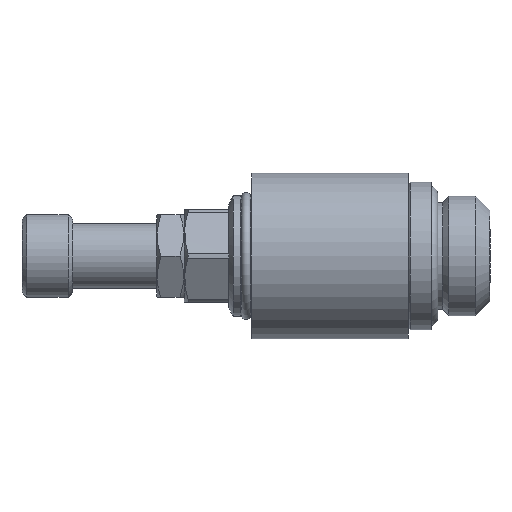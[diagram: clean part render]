
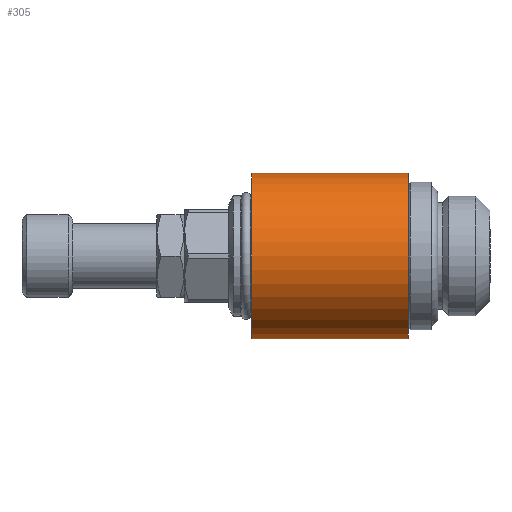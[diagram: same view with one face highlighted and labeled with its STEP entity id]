
A CAD part, left-side view. The second image highlights one B-rep face of the part: STEP entity #305.
In plain terms, the highlighted cylindrical face has radius 9 mm (diameter 18 mm), a full revolution.
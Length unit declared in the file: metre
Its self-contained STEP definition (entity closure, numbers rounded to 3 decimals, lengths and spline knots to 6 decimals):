
#305 = ADVANCED_FACE( 'NONE', ( #641, #642, #643 ), #644, .T. );
#641 = FACE_OUTER_BOUND( '', #1117, .T. );
#642 = FACE_OUTER_BOUND( '', #1118, .T. );
#643 = FACE_BOUND( '', #1119, .T. );
#644 = CYLINDRICAL_SURFACE( '', #1120, 0.009 );
#1117 = EDGE_LOOP( '', ( #1866 ) );
#1118 = EDGE_LOOP( '', ( #1867 ) );
#1119 = EDGE_LOOP( '', ( #1868, #1869 ) );
#1120 = AXIS2_PLACEMENT_3D( '', #1870, #1871, #1872 );
#1866 = ORIENTED_EDGE( '', *, *, #2291, .F. );
#1867 = ORIENTED_EDGE( '', *, *, #2318, .F. );
#1868 = ORIENTED_EDGE( '', *, *, #2319, .T. );
#1869 = ORIENTED_EDGE( '', *, *, #2242, .T. );
#1870 = CARTESIAN_POINT( '', ( 0., 0.032286, 0. ) );
#1871 = DIRECTION( '', ( 0., 1., 0. ) );
#1872 = DIRECTION( '', ( 0., 0., 1. ) );
#2242 = EDGE_CURVE( 'NONE', #2611, #2612, #2613, .T. );
#2291 = EDGE_CURVE( 'NONE', #2679, #2679, #2680, .T. );
#2318 = EDGE_CURVE( 'NONE', #2715, #2715, #2716, .T. );
#2319 = EDGE_CURVE( 'NONE', #2612, #2611, #2717, .T. );
#2611 = VERTEX_POINT( 'NONE', #3246 );
#2612 = VERTEX_POINT( 'NONE', #3247 );
#2613 = B_SPLINE_CURVE_WITH_KNOTS( '', 3, ( #3248, #3249, #3250, #3251, #3252, #3253, #3254, #3255, #3256, #3257, #3258, #3259, #3260, #3261, #3262, #3263, #3264, #3265, #3266, #3267, #3268, #3269, #3270 ), .UNSPECIFIED., .F., .F., ( 4, 1, 1, 1, 1, 1, 1, 1, 1, 1, 1, 1, 1, 1, 1, 1, 1, 1, 1, 1, 4 ), ( 0., 0.01563, 0.03126, 0.062508, 0.124939, 0.18737, 0.24989, 0.312412, 0.374933, 0.437453, 0.499974, 0.562494, 0.625015, 0.687535, 0.750056, 0.812578, 0.875028, 0.937483, 0.96874, 0.984368, 1. ), .UNSPECIFIED. );
#2679 = VERTEX_POINT( '', #3393 );
#2680 = CIRCLE( '', #3394, 0.009 );
#2715 = VERTEX_POINT( '', #3474 );
#2716 = CIRCLE( '', #3475, 0.009 );
#2717 = B_SPLINE_CURVE_WITH_KNOTS( '', 3, ( #3476, #3477, #3478, #3479, #3480, #3481, #3482, #3483, #3484, #3485, #3486, #3487, #3488, #3489, #3490, #3491, #3492, #3493, #3494, #3495, #3496, #3497, #3498 ), .UNSPECIFIED., .F., .F., ( 4, 1, 1, 1, 1, 1, 1, 1, 1, 1, 1, 1, 1, 1, 1, 1, 1, 1, 1, 1, 4 ), ( 0., 0.01563, 0.03126, 0.062508, 0.124939, 0.18737, 0.249891, 0.312412, 0.374933, 0.437454, 0.499974, 0.562495, 0.625015, 0.687535, 0.750056, 0.812577, 0.875028, 0.937483, 0.96874, 0.984368, 1. ), .UNSPECIFIED. );
#3246 = CARTESIAN_POINT( '', ( 0.007856, 0.020573, -0.004392 ) );
#3247 = CARTESIAN_POINT( '', ( 0.007853, 0.016838, 0.004396 ) );
#3248 = CARTESIAN_POINT( '', ( 0.007856, 0.020573, -0.004392 ) );
#3249 = CARTESIAN_POINT( '', ( 0.00784, 0.020498, -0.004419 ) );
#3250 = CARTESIAN_POINT( '', ( 0.007809, 0.020349, -0.004474 ) );
#3251 = CARTESIAN_POINT( '', ( 0.007755, 0.020042, -0.004567 ) );
#3252 = CARTESIAN_POINT( '', ( 0.007679, 0.019494, -0.004695 ) );
#3253 = CARTESIAN_POINT( '', ( 0.007634, 0.018681, -0.004767 ) );
#3254 = CARTESIAN_POINT( '', ( 0.007693, 0.017707, -0.004673 ) );
#3255 = CARTESIAN_POINT( '', ( 0.007852, 0.016778, -0.004405 ) );
#3256 = CARTESIAN_POINT( '', ( 0.00808, 0.015927, -0.003977 ) );
#3257 = CARTESIAN_POINT( '', ( 0.008341, 0.015178, -0.003403 ) );
#3258 = CARTESIAN_POINT( '', ( 0.008599, 0.014551, -0.002697 ) );
#3259 = CARTESIAN_POINT( '', ( 0.008819, 0.01407, -0.001871 ) );
#3260 = CARTESIAN_POINT( '', ( 0.008967, 0.013766, -0.000949 ) );
#3261 = CARTESIAN_POINT( '', ( 0.009018, 0.013664, 0.000028 ) );
#3262 = CARTESIAN_POINT( '', ( 0.008961, 0.013777, 0.001003 ) );
#3263 = CARTESIAN_POINT( '', ( 0.008808, 0.014093, 0.00192 ) );
#3264 = CARTESIAN_POINT( '', ( 0.008585, 0.014582, 0.00274 ) );
#3265 = CARTESIAN_POINT( '', ( 0.008327, 0.015216, 0.003439 ) );
#3266 = CARTESIAN_POINT( '', ( 0.00811, 0.015846, 0.003909 ) );
#3267 = CARTESIAN_POINT( '', ( 0.007973, 0.016329, 0.004176 ) );
#3268 = CARTESIAN_POINT( '', ( 0.007902, 0.016617, 0.004308 ) );
#3269 = CARTESIAN_POINT( '', ( 0.00787, 0.016765, 0.004367 ) );
#3270 = CARTESIAN_POINT( '', ( 0.007853, 0.016838, 0.004396 ) );
#3393 = CARTESIAN_POINT( '', ( 0., 0.0092, -0.009 ) );
#3394 = AXIS2_PLACEMENT_3D( '', #3823, #3824, #3825 );
#3474 = CARTESIAN_POINT( '', ( 0., 0.0262, 0.009 ) );
#3475 = AXIS2_PLACEMENT_3D( '', #3854, #3855, #3856 );
#3476 = CARTESIAN_POINT( '', ( 0.007853, 0.016838, 0.004396 ) );
#3477 = CARTESIAN_POINT( '', ( 0.007838, 0.016913, 0.004424 ) );
#3478 = CARTESIAN_POINT( '', ( 0.007807, 0.017063, 0.004478 ) );
#3479 = CARTESIAN_POINT( '', ( 0.007754, 0.017369, 0.00457 ) );
#3480 = CARTESIAN_POINT( '', ( 0.007678, 0.017917, 0.004696 ) );
#3481 = CARTESIAN_POINT( '', ( 0.007634, 0.018728, 0.004767 ) );
#3482 = CARTESIAN_POINT( '', ( 0.007694, 0.019701, 0.004671 ) );
#3483 = CARTESIAN_POINT( '', ( 0.007853, 0.020627, 0.004402 ) );
#3484 = CARTESIAN_POINT( '', ( 0.008081, 0.021476, 0.003974 ) );
#3485 = CARTESIAN_POINT( '', ( 0.008342, 0.022224, 0.003401 ) );
#3486 = CARTESIAN_POINT( '', ( 0.008599, 0.02285, 0.002696 ) );
#3487 = CARTESIAN_POINT( '', ( 0.008819, 0.02333, 0.001871 ) );
#3488 = CARTESIAN_POINT( '', ( 0.008967, 0.023634, 0.00095 ) );
#3489 = CARTESIAN_POINT( '', ( 0.009018, 0.023736, -0.000025 ) );
#3490 = CARTESIAN_POINT( '', ( 0.008962, 0.023623, -0.000998 ) );
#3491 = CARTESIAN_POINT( '', ( 0.008809, 0.02331, -0.001915 ) );
#3492 = CARTESIAN_POINT( '', ( 0.008587, 0.022822, -0.002733 ) );
#3493 = CARTESIAN_POINT( '', ( 0.008329, 0.02219, -0.003432 ) );
#3494 = CARTESIAN_POINT( '', ( 0.008113, 0.021563, -0.003904 ) );
#3495 = CARTESIAN_POINT( '', ( 0.007976, 0.021081, -0.004171 ) );
#3496 = CARTESIAN_POINT( '', ( 0.007905, 0.020794, -0.004303 ) );
#3497 = CARTESIAN_POINT( '', ( 0.007872, 0.020647, -0.004362 ) );
#3498 = CARTESIAN_POINT( '', ( 0.007856, 0.020573, -0.004392 ) );
#3823 = CARTESIAN_POINT( '', ( 0., 0.0092, 0. ) );
#3824 = DIRECTION( '', ( 0., -1., 0. ) );
#3825 = DIRECTION( '', ( 0., 0., -1. ) );
#3854 = CARTESIAN_POINT( '', ( 0., 0.0262, 0. ) );
#3855 = DIRECTION( '', ( 0., 1., 0. ) );
#3856 = DIRECTION( '', ( 0., 0., 1. ) );
